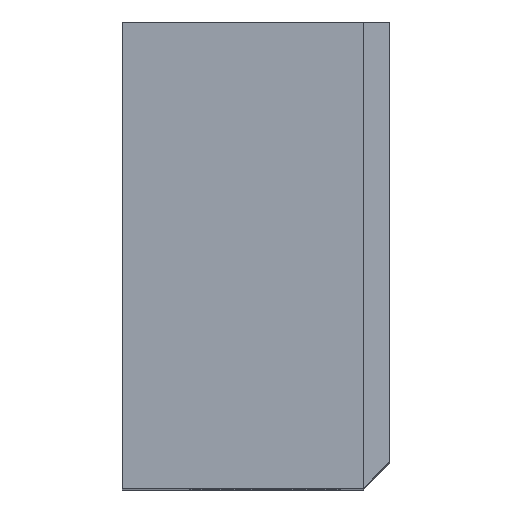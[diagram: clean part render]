
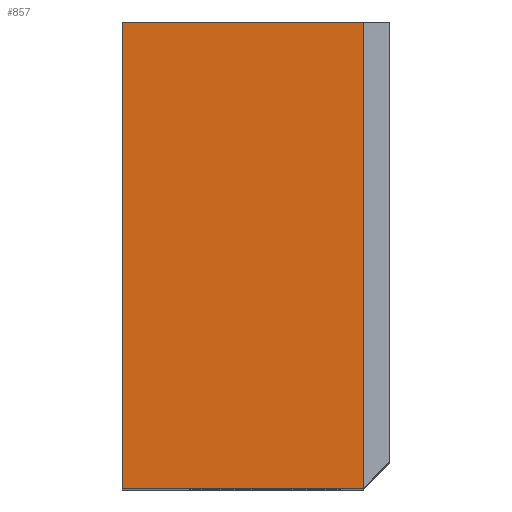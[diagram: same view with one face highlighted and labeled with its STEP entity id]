
A CAD part, top view. The second image highlights one B-rep face of the part: STEP entity #857.
In plain terms, the highlighted planar face has unit normal (0, 0, 1).
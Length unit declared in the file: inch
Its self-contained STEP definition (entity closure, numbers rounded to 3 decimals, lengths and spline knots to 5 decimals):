
#98=FACE_OUTER_BOUND('',#152,.T.);
#152=EDGE_LOOP('',(#756,#757,#758,#759));
#261=LINE('',#2164,#308);
#274=LINE('',#2191,#321);
#277=LINE('',#2196,#324);
#278=LINE('',#2204,#325);
#308=VECTOR('',#957,0.3937);
#321=VECTOR('',#978,0.3937);
#324=VECTOR('',#985,0.3937);
#325=VECTOR('',#994,0.3937);
#396=VERTEX_POINT('',#2162);
#397=VERTEX_POINT('',#2163);
#405=VERTEX_POINT('',#2183);
#407=VERTEX_POINT('',#2189);
#513=EDGE_CURVE('',#396,#397,#261,.T.);
#526=EDGE_CURVE('',#407,#405,#274,.T.);
#529=EDGE_CURVE('',#396,#405,#277,.T.);
#533=EDGE_CURVE('',#397,#407,#278,.T.);
#756=ORIENTED_EDGE('',*,*,#526,.F.);
#757=ORIENTED_EDGE('',*,*,#533,.F.);
#758=ORIENTED_EDGE('',*,*,#513,.F.);
#759=ORIENTED_EDGE('',*,*,#529,.T.);
#812=PLANE('',#898);
#857=ADVANCED_FACE('',(#98),#812,.T.);
#898=AXIS2_PLACEMENT_3D('',#2203,#992,#993);
#957=DIRECTION('',(0.,1.,0.));
#978=DIRECTION('',(0.,-1.,0.));
#985=DIRECTION('',(1.,0.,0.));
#992=DIRECTION('center_axis',(0.,0.,1.));
#993=DIRECTION('ref_axis',(0.,-1.,0.));
#994=DIRECTION('',(1.,0.,0.));
#2162=CARTESIAN_POINT('',(-2.5,-1.685,22.935));
#2163=CARTESIAN_POINT('',(-2.5,-0.815,22.935));
#2164=CARTESIAN_POINT('',(-2.5,-1.685,22.935));
#2183=CARTESIAN_POINT('',(-2.05,-1.685,22.935));
#2189=CARTESIAN_POINT('',(-2.05,-0.815,22.935));
#2191=CARTESIAN_POINT('',(-2.05,-1.0325,22.935));
#2196=CARTESIAN_POINT('',(-2.5,-1.685,22.935));
#2203=CARTESIAN_POINT('Origin',(-2.5,-0.815,22.935));
#2204=CARTESIAN_POINT('',(-2.5,-0.815,22.935));
